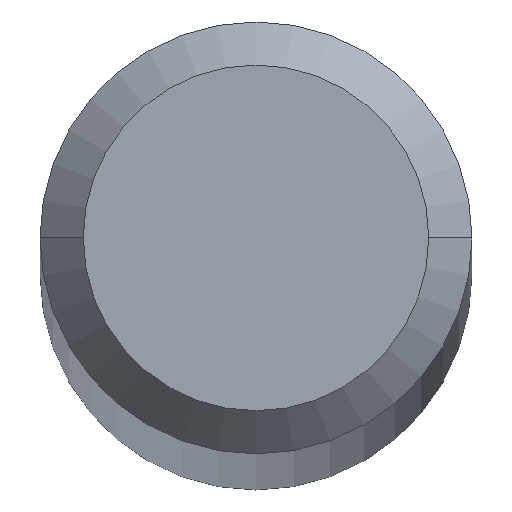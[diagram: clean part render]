
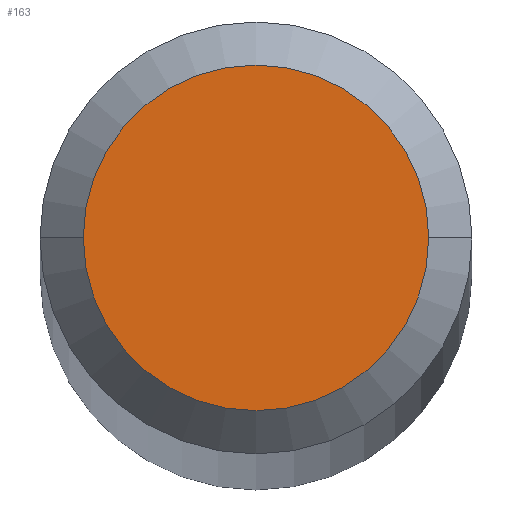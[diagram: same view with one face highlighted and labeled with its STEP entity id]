
A CAD part, top view. The second image highlights one B-rep face of the part: STEP entity #163.
In plain terms, the highlighted planar face has unit normal (0, 0, 1).
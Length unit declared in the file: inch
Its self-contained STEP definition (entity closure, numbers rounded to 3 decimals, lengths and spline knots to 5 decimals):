
#43 = AXIS2_PLACEMENT_3D ( 'NONE', #267, #268, #269 ) ;
#44 = AXIS2_PLACEMENT_3D ( 'NONE', #141, #142, #255 ) ;
#48 = EDGE_CURVE ( 'NONE', #116, #120, #81, .T. ) ;
#50 = EDGE_CURVE ( 'NONE', #120, #116, #126, .T. ) ;
#81 = CIRCLE ( 'NONE', #44, 0.3 ) ;
#88 = ORIENTED_EDGE ( 'NONE', *, *, #50, .T. ) ;
#92 = ORIENTED_EDGE ( 'NONE', *, *, #48, .T. ) ;
#108 = EDGE_LOOP ( 'NONE', ( #92, #88 ) ) ;
#116 = VERTEX_POINT ( 'NONE', #252 ) ;
#120 = VERTEX_POINT ( 'NONE', #249 ) ;
#126 = CIRCLE ( 'NONE', #43, 0.3 ) ;
#127 = FACE_OUTER_BOUND ( 'NONE', #108, .T. ) ;
#141 = CARTESIAN_POINT ( 'NONE',  ( 0., 0., 18. ) ) ;
#142 = DIRECTION ( 'NONE',  ( 0., 0., 1. ) ) ;
#163 = ADVANCED_FACE ( 'NONE', ( #127 ), #223, .T. ) ;
#165 = AXIS2_PLACEMENT_3D ( 'NONE', #224, #225, #226 ) ;
#223 = PLANE ( 'NONE',  #165 ) ;
#224 = CARTESIAN_POINT ( 'NONE',  ( 0., 0., 18. ) ) ;
#225 = DIRECTION ( 'NONE',  ( 0., 0., 1. ) ) ;
#226 = DIRECTION ( 'NONE',  ( 1., 0., 0. ) ) ;
#249 = CARTESIAN_POINT ( 'NONE',  ( 0.3, 0., 18. ) ) ;
#252 = CARTESIAN_POINT ( 'NONE',  ( -0.3, 0., 18. ) ) ;
#255 = DIRECTION ( 'NONE',  ( 1., 0., 0. ) ) ;
#267 = CARTESIAN_POINT ( 'NONE',  ( 0., 0., 18. ) ) ;
#268 = DIRECTION ( 'NONE',  ( 0., 0., 1. ) ) ;
#269 = DIRECTION ( 'NONE',  ( 1., 0., 0. ) ) ;
